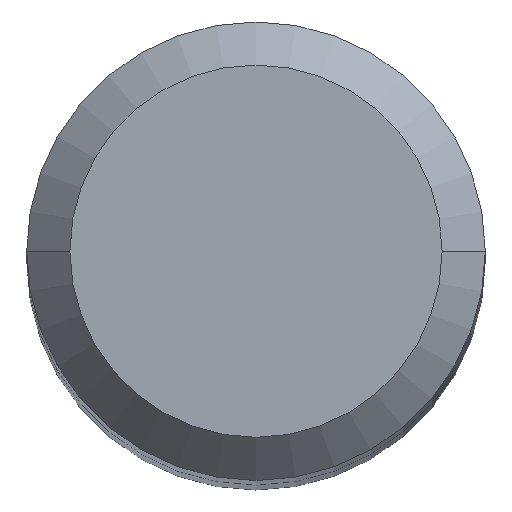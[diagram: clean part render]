
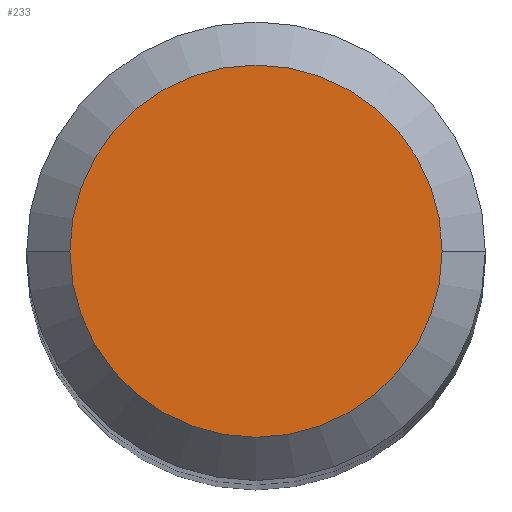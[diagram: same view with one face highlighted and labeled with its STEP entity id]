
A CAD part, top view. The second image highlights one B-rep face of the part: STEP entity #233.
In plain terms, the highlighted planar face has unit normal (0, 0, 1).
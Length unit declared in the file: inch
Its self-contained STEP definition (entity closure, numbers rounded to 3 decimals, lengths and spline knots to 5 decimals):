
#26 = CARTESIAN_POINT ( 'NONE',  ( -0.13475, 0., 0. ) ) ;
#37 = CARTESIAN_POINT ( 'NONE',  ( 0., 0., 0. ) ) ;
#45 = CARTESIAN_POINT ( 'NONE',  ( 0., 0., 0. ) ) ;
#47 = DIRECTION ( 'NONE',  ( 0., 0., 1. ) ) ;
#49 = EDGE_LOOP ( 'NONE', ( #222, #252 ) ) ;
#77 = AXIS2_PLACEMENT_3D ( 'NONE', #150, #148, #363 ) ;
#80 = EDGE_CURVE ( 'NONE', #123, #103, #87, .T. ) ;
#87 = CIRCLE ( 'NONE', #181, 0.13475 ) ;
#103 = VERTEX_POINT ( 'NONE', #26 ) ;
#123 = VERTEX_POINT ( 'NONE', #200 ) ;
#148 = DIRECTION ( 'NONE',  ( 0., 0., -1. ) ) ;
#150 = CARTESIAN_POINT ( 'NONE',  ( 0., 0., 0. ) ) ;
#156 = DIRECTION ( 'NONE',  ( 0., 0., 1. ) ) ;
#167 = AXIS2_PLACEMENT_3D ( 'NONE', #37, #156, #190 ) ;
#181 = AXIS2_PLACEMENT_3D ( 'NONE', #45, #47, #379 ) ;
#190 = DIRECTION ( 'NONE',  ( 1., 0., 0. ) ) ;
#195 = CIRCLE ( 'NONE', #167, 0.13475 ) ;
#200 = CARTESIAN_POINT ( 'NONE',  ( 0.13475, 0., 0. ) ) ;
#222 = ORIENTED_EDGE ( 'NONE', *, *, #329, .T. ) ;
#233 = ADVANCED_FACE ( 'NONE', ( #360 ), #262, .F. ) ;
#252 = ORIENTED_EDGE ( 'NONE', *, *, #80, .T. ) ;
#262 = PLANE ( 'NONE',  #77 ) ;
#329 = EDGE_CURVE ( 'NONE', #103, #123, #195, .T. ) ;
#360 = FACE_OUTER_BOUND ( 'NONE', #49, .T. ) ;
#363 = DIRECTION ( 'NONE',  ( -1., 0., 0. ) ) ;
#379 = DIRECTION ( 'NONE',  ( 1., 0., 0. ) ) ;
